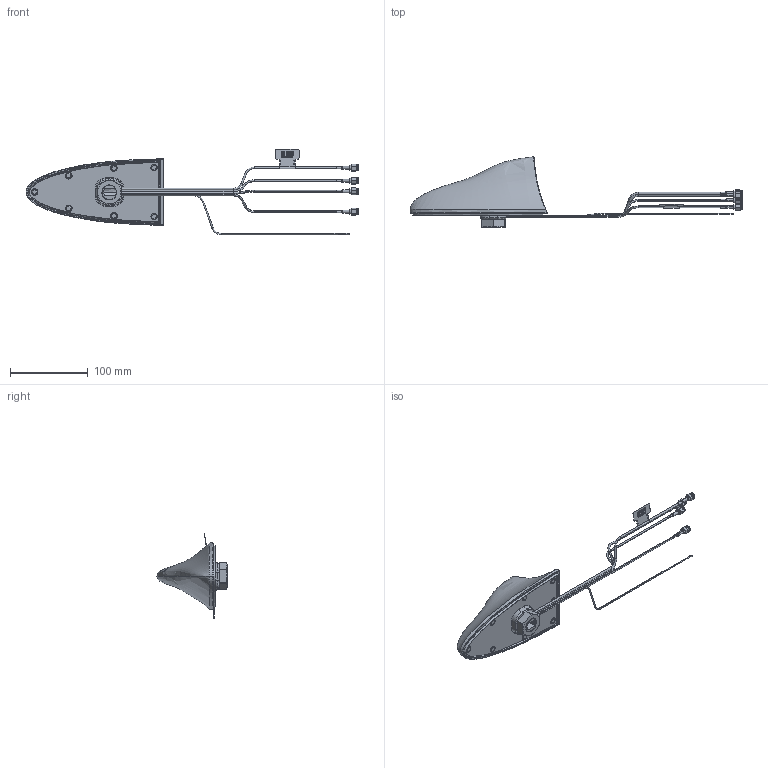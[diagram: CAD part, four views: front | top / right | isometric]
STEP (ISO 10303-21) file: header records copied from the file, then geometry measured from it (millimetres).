
FILE_DESCRIPTION (( 'STEP AP214' ), '1' );
FILE_NAME ('Assem23.STEP', '2022-03-14T14:54:26', ( '' ), ( '' ), 'SwSTEP 2.0', 'SolidWorks 2018', '' );
FILE_SCHEMA (( 'AUTOMOTIVE_DESIGN' ));
Length unit declared in the file: millimetre
Products named in the file (1): Assem23
Bounding box: 426.99 x 90.36 x 109.97 mm (x, y, z)
Surface area: 69389.1 mm2 (no closed solid volume)
Topology: 0 solids, 70 shells, 518 faces, 2034 edges, 1590 vertices
Faces by surface type: cylinder 212, plane 136, bspline 78, torus 55, cone 37
Entity records: 48227 total; most frequent: CARTESIAN_POINT 26901, DIRECTION 3000, ORIENTED_EDGE 2952, EDGE_CURVE 2033, VERTEX_POINT 1590, AXIS2_PLACEMENT_3D 1054, VECTOR 892, LINE 892
